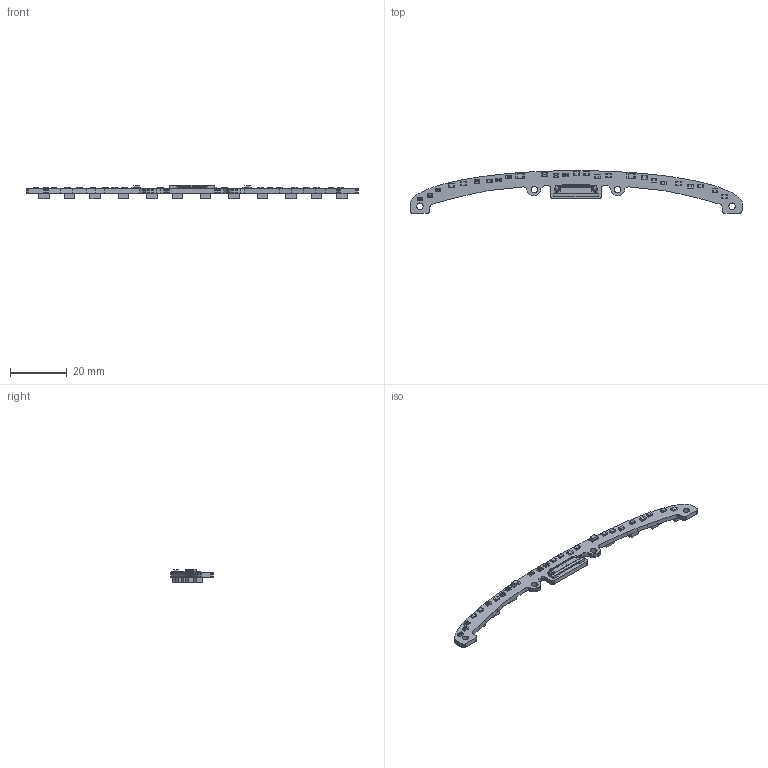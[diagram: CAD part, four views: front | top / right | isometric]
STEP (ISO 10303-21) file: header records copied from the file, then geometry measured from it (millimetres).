
FILE_DESCRIPTION(('Open CASCADE Model'),'2;1');
FILE_NAME('Open CASCADE Shape Model','2023-06-13T19:21:53',('Author'),( 'Open CASCADE'),'Open CASCADE STEP processor 7.5','Open CASCADE 7.5' ,'Unknown');
FILE_SCHEMA(('AUTOMOTIVE_DESIGN { 1 0 10303 214 1 1 1 1 }'));
Length unit declared in the file: millimetre
Products named in the file (52): PCB; BoardSB_CmpntPlcmnFix; Open CASCADE STEP translator 7.5 3.1.1; R23SB_CmpntPlcmnFix; User Library-SMD RESISTOR-10805; R13SB_CmpntPlcmnFix; R17SB_CmpntPlcmnFix; U7SB_CmpntPlcmnFix; 6578398480; Extruded; J1SB_CmpntPlcmnFix; 687120183722; 68x120183x22; 68X1xx183x22_Pin_Bottom; 68x120183x22_Actuator; 68X1XX183X22_Solder_Pad; 68X1xx183x22_Solder_Pad2; U8SB_CmpntPlcmnFix; U9SB_CmpntPlcmnFix; U10SB_CmpntPlcmnFix; R24SB_CmpntPlcmnFix; R22SB_CmpntPlcmnFix; R21SB_CmpntPlcmnFix; R20SB_CmpntPlcmnFix; R19SB_CmpntPlcmnFix; R18SB_CmpntPlcmnFix; U11SB_CmpntPlcmnFix; U12SB_CmpntPlcmnFix; U1SB_CmpntPlcmnFix; U2SB_CmpntPlcmnFix; U4SB_CmpntPlcmnFix; U3SB_CmpntPlcmnFix; U6SB_CmpntPlcmnFix; U5SB_CmpntPlcmnFix; D2SB_CmpntPlcmnFix; D1206_2; D1SB_CmpntPlcmnFix; R1SB_CmpntPlcmnFix; R2SB_CmpntPlcmnFix; R3SB_CmpntPlcmnFix ...
Assembly tree (105 placements, depth 4):
  PCB
    BoardSB_CmpntPlcmnFix
      Open CASCADE STEP translator 7.5 3.1.1
    R23SB_CmpntPlcmnFix
      User Library-SMD RESISTOR-10805
    R13SB_CmpntPlcmnFix
      User Library-SMD RESISTOR-10805
    R17SB_CmpntPlcmnFix
      User Library-SMD RESISTOR-10805
    U7SB_CmpntPlcmnFix
      6578398480
        Extruded
    J1SB_CmpntPlcmnFix
      687120183722
        68x120183x22
        68X1xx183x22_Pin_Bottom  x20
        68x120183x22_Actuator
        68X1XX183X22_Solder_Pad
        68X1xx183x22_Solder_Pad2
    U8SB_CmpntPlcmnFix
      6578398480
        Extruded
    U9SB_CmpntPlcmnFix
      6578398480
        Extruded
    U10SB_CmpntPlcmnFix
      6578398480
        Extruded
    R24SB_CmpntPlcmnFix
      User Library-SMD RESISTOR-10805
    R22SB_CmpntPlcmnFix
      User Library-SMD RESISTOR-10805
    R21SB_CmpntPlcmnFix
      User Library-SMD RESISTOR-10805
    R20SB_CmpntPlcmnFix
      User Library-SMD RESISTOR-10805
    R19SB_CmpntPlcmnFix
      User Library-SMD RESISTOR-10805
    R18SB_CmpntPlcmnFix
      User Library-SMD RESISTOR-10805
    U11SB_CmpntPlcmnFix
      6578398480
        Extruded
    U12SB_CmpntPlcmnFix
      6578398480
        Extruded
    U1SB_CmpntPlcmnFix
      6578398480
        Extruded
    U2SB_CmpntPlcmnFix
      6578398480
        Extruded
    U4SB_CmpntPlcmnFix
      6578398480
        Extruded
    U3SB_CmpntPlcmnFix
      6578398480
        Extruded
    U6SB_CmpntPlcmnFix
      6578398480
Bounding box: 117 x 15.05 x 4.87 mm (x, y, z)
Volume: 1553.3 mm3; surface area: 3483.1 mm2
Topology: 147 solids, 147 shells, 4882 faces, 13138 edges, 8720 vertices
Faces by surface type: plane 3123, bspline 1312, cylinder 447
Full cylindrical faces by diameter (mm): 2.3 x4
Entity records: 59410 total; most frequent: CARTESIAN_POINT 17857, ORIENTED_EDGE 8420, DIRECTION 6974, EDGE_CURVE 4210, LINE 3564, VECTOR 3564, VERTEX_POINT 2768, AXIS2_PLACEMENT_3D 1705
